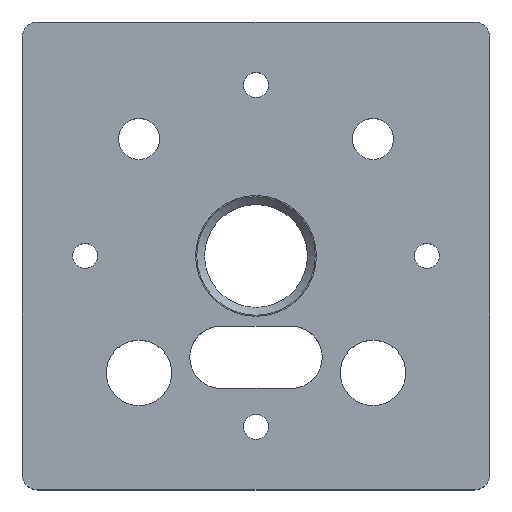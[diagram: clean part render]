
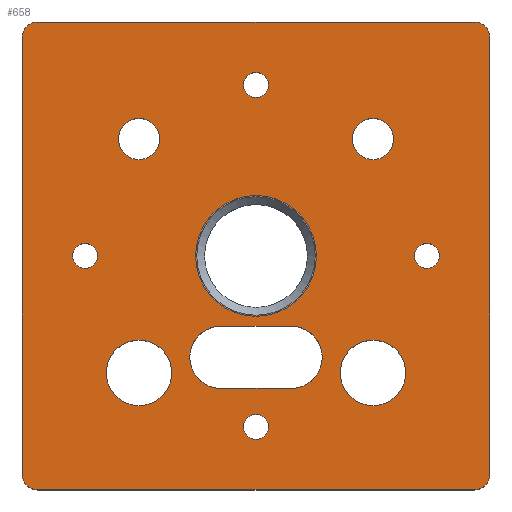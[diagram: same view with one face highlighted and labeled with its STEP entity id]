
A CAD part, top view. The second image highlights one B-rep face of the part: STEP entity #658.
In plain terms, the highlighted planar face has unit normal (0, 0, 1).
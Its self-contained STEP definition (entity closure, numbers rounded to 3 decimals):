
#17=FACE_BOUND('',#100,.T.);
#18=FACE_BOUND('',#101,.T.);
#19=FACE_BOUND('',#102,.T.);
#20=FACE_BOUND('',#103,.T.);
#21=FACE_BOUND('',#104,.T.);
#22=FACE_BOUND('',#105,.T.);
#23=FACE_BOUND('',#106,.T.);
#24=FACE_BOUND('',#107,.T.);
#25=FACE_BOUND('',#108,.T.);
#26=FACE_BOUND('',#109,.T.);
#42=PLANE('',#715);
#60=FACE_OUTER_BOUND('',#99,.T.);
#99=EDGE_LOOP('',(#460,#461,#462,#463,#464,#465,#466,#467));
#100=EDGE_LOOP('',(#468));
#101=EDGE_LOOP('',(#469));
#102=EDGE_LOOP('',(#470));
#103=EDGE_LOOP('',(#471));
#104=EDGE_LOOP('',(#472));
#105=EDGE_LOOP('',(#473));
#106=EDGE_LOOP('',(#474));
#107=EDGE_LOOP('',(#475));
#108=EDGE_LOOP('',(#476));
#109=EDGE_LOOP('',(#477,#478,#479,#480));
#161=LINE('',#1026,#208);
#162=LINE('',#1030,#209);
#163=LINE('',#1034,#210);
#164=LINE('',#1037,#211);
#165=LINE('',#1058,#212);
#166=LINE('',#1062,#213);
#208=VECTOR('',#813,10.);
#209=VECTOR('',#816,10.);
#210=VECTOR('',#819,10.);
#211=VECTOR('',#822,10.);
#212=VECTOR('',#841,10.);
#213=VECTOR('',#844,10.);
#256=CIRCLE('',#714,2.);
#257=CIRCLE('',#716,2.);
#258=CIRCLE('',#717,2.);
#259=CIRCLE('',#718,2.);
#260=CIRCLE('',#719,1.6);
#261=CIRCLE('',#720,1.6);
#262=CIRCLE('',#721,1.6);
#263=CIRCLE('',#722,1.6);
#264=CIRCLE('',#723,4.2);
#265=CIRCLE('',#724,4.2);
#266=CIRCLE('',#725,2.65);
#267=CIRCLE('',#726,2.65);
#268=CIRCLE('',#727,7.75);
#269=CIRCLE('',#728,4.);
#270=CIRCLE('',#729,4.);
#302=VERTEX_POINT('',#1019);
#303=VERTEX_POINT('',#1021);
#304=VERTEX_POINT('',#1025);
#305=VERTEX_POINT('',#1027);
#306=VERTEX_POINT('',#1029);
#307=VERTEX_POINT('',#1031);
#308=VERTEX_POINT('',#1033);
#309=VERTEX_POINT('',#1035);
#310=VERTEX_POINT('',#1038);
#311=VERTEX_POINT('',#1040);
#312=VERTEX_POINT('',#1042);
#313=VERTEX_POINT('',#1044);
#314=VERTEX_POINT('',#1046);
#315=VERTEX_POINT('',#1048);
#316=VERTEX_POINT('',#1050);
#317=VERTEX_POINT('',#1052);
#318=VERTEX_POINT('',#1054);
#319=VERTEX_POINT('',#1056);
#320=VERTEX_POINT('',#1057);
#321=VERTEX_POINT('',#1059);
#322=VERTEX_POINT('',#1061);
#364=EDGE_CURVE('',#302,#303,#256,.T.);
#366=EDGE_CURVE('',#304,#302,#161,.T.);
#367=EDGE_CURVE('',#305,#304,#257,.T.);
#368=EDGE_CURVE('',#306,#305,#162,.T.);
#369=EDGE_CURVE('',#307,#306,#258,.T.);
#370=EDGE_CURVE('',#308,#307,#163,.T.);
#371=EDGE_CURVE('',#309,#308,#259,.T.);
#372=EDGE_CURVE('',#303,#309,#164,.T.);
#373=EDGE_CURVE('',#310,#310,#260,.T.);
#374=EDGE_CURVE('',#311,#311,#261,.T.);
#375=EDGE_CURVE('',#312,#312,#262,.T.);
#376=EDGE_CURVE('',#313,#313,#263,.T.);
#377=EDGE_CURVE('',#314,#314,#264,.T.);
#378=EDGE_CURVE('',#315,#315,#265,.T.);
#379=EDGE_CURVE('',#316,#316,#266,.T.);
#380=EDGE_CURVE('',#317,#317,#267,.T.);
#381=EDGE_CURVE('',#318,#318,#268,.T.);
#382=EDGE_CURVE('',#319,#320,#165,.T.);
#383=EDGE_CURVE('',#320,#321,#269,.T.);
#384=EDGE_CURVE('',#321,#322,#166,.T.);
#385=EDGE_CURVE('',#322,#319,#270,.T.);
#460=ORIENTED_EDGE('',*,*,#364,.F.);
#461=ORIENTED_EDGE('',*,*,#366,.F.);
#462=ORIENTED_EDGE('',*,*,#367,.F.);
#463=ORIENTED_EDGE('',*,*,#368,.F.);
#464=ORIENTED_EDGE('',*,*,#369,.F.);
#465=ORIENTED_EDGE('',*,*,#370,.F.);
#466=ORIENTED_EDGE('',*,*,#371,.F.);
#467=ORIENTED_EDGE('',*,*,#372,.F.);
#468=ORIENTED_EDGE('',*,*,#373,.T.);
#469=ORIENTED_EDGE('',*,*,#374,.T.);
#470=ORIENTED_EDGE('',*,*,#375,.T.);
#471=ORIENTED_EDGE('',*,*,#376,.T.);
#472=ORIENTED_EDGE('',*,*,#377,.T.);
#473=ORIENTED_EDGE('',*,*,#378,.T.);
#474=ORIENTED_EDGE('',*,*,#379,.T.);
#475=ORIENTED_EDGE('',*,*,#380,.T.);
#476=ORIENTED_EDGE('',*,*,#381,.T.);
#477=ORIENTED_EDGE('',*,*,#382,.T.);
#478=ORIENTED_EDGE('',*,*,#383,.T.);
#479=ORIENTED_EDGE('',*,*,#384,.T.);
#480=ORIENTED_EDGE('',*,*,#385,.T.);
#658=ADVANCED_FACE('',(#60,#17,#18,#19,#20,#21,#22,#23,#24,#25,#26),#42,
 .T.);
#714=AXIS2_PLACEMENT_3D('',#1022,#808,#809);
#715=AXIS2_PLACEMENT_3D('',#1024,#811,#812);
#716=AXIS2_PLACEMENT_3D('',#1028,#814,#815);
#717=AXIS2_PLACEMENT_3D('',#1032,#817,#818);
#718=AXIS2_PLACEMENT_3D('',#1036,#820,#821);
#719=AXIS2_PLACEMENT_3D('',#1039,#823,#824);
#720=AXIS2_PLACEMENT_3D('',#1041,#825,#826);
#721=AXIS2_PLACEMENT_3D('',#1043,#827,#828);
#722=AXIS2_PLACEMENT_3D('',#1045,#829,#830);
#723=AXIS2_PLACEMENT_3D('',#1047,#831,#832);
#724=AXIS2_PLACEMENT_3D('',#1049,#833,#834);
#725=AXIS2_PLACEMENT_3D('',#1051,#835,#836);
#726=AXIS2_PLACEMENT_3D('',#1053,#837,#838);
#727=AXIS2_PLACEMENT_3D('',#1055,#839,#840);
#728=AXIS2_PLACEMENT_3D('',#1060,#842,#843);
#729=AXIS2_PLACEMENT_3D('',#1063,#845,#846);
#808=DIRECTION('center_axis',(0.,0.,-1.));
#809=DIRECTION('ref_axis',(0.707,0.707,0.));
#811=DIRECTION('center_axis',(0.,0.,1.));
#812=DIRECTION('ref_axis',(1.,0.,0.));
#813=DIRECTION('',(1.,0.,0.));
#814=DIRECTION('center_axis',(0.,0.,-1.));
#815=DIRECTION('ref_axis',(-0.707,0.707,0.));
#816=DIRECTION('',(0.,1.,0.));
#817=DIRECTION('center_axis',(0.,0.,-1.));
#818=DIRECTION('ref_axis',(-0.707,-0.707,0.));
#819=DIRECTION('',(-1.,0.,0.));
#820=DIRECTION('center_axis',(0.,0.,-1.));
#821=DIRECTION('ref_axis',(0.707,-0.707,0.));
#822=DIRECTION('',(0.,-1.,0.));
#823=DIRECTION('center_axis',(0.,0.,-1.));
#824=DIRECTION('ref_axis',(-1.,0.,0.));
#825=DIRECTION('center_axis',(0.,0.,-1.));
#826=DIRECTION('ref_axis',(-1.,0.,0.));
#827=DIRECTION('center_axis',(0.,0.,-1.));
#828=DIRECTION('ref_axis',(-1.,0.,0.));
#829=DIRECTION('center_axis',(0.,0.,-1.));
#830=DIRECTION('ref_axis',(-1.,0.,0.));
#831=DIRECTION('center_axis',(0.,0.,-1.));
#832=DIRECTION('ref_axis',(1.,0.,0.));
#833=DIRECTION('center_axis',(0.,0.,-1.));
#834=DIRECTION('ref_axis',(1.,0.,0.));
#835=DIRECTION('center_axis',(0.,0.,-1.));
#836=DIRECTION('ref_axis',(1.,0.,0.));
#837=DIRECTION('center_axis',(0.,0.,-1.));
#838=DIRECTION('ref_axis',(1.,0.,0.));
#839=DIRECTION('center_axis',(0.,0.,-1.));
#840=DIRECTION('ref_axis',(1.,0.,0.));
#841=DIRECTION('',(-1.,0.,0.));
#842=DIRECTION('center_axis',(0.,0.,-1.));
#843=DIRECTION('ref_axis',(0.,1.,0.));
#844=DIRECTION('',(1.,0.,0.));
#845=DIRECTION('center_axis',(0.,0.,-1.));
#846=DIRECTION('ref_axis',(0.,-1.,0.));
#1019=CARTESIAN_POINT('',(28.,30.,0.));
#1021=CARTESIAN_POINT('',(30.,28.,0.));
#1022=CARTESIAN_POINT('Origin',(28.,28.,0.));
#1024=CARTESIAN_POINT('Origin',(0.,0.,0.));
#1025=CARTESIAN_POINT('',(-28.,30.,0.));
#1026=CARTESIAN_POINT('',(-30.,30.,0.));
#1027=CARTESIAN_POINT('',(-30.,28.,0.));
#1028=CARTESIAN_POINT('Origin',(-28.,28.,0.));
#1029=CARTESIAN_POINT('',(-30.,-28.,0.));
#1030=CARTESIAN_POINT('',(-30.,-30.,0.));
#1031=CARTESIAN_POINT('',(-28.,-30.,0.));
#1032=CARTESIAN_POINT('Origin',(-28.,-28.,0.));
#1033=CARTESIAN_POINT('',(28.,-30.,0.));
#1034=CARTESIAN_POINT('',(30.,-30.,0.));
#1035=CARTESIAN_POINT('',(30.,-28.,0.));
#1036=CARTESIAN_POINT('Origin',(28.,-28.,0.));
#1037=CARTESIAN_POINT('',(30.,30.,0.));
#1038=CARTESIAN_POINT('',(1.6,-21.92,0.));
#1039=CARTESIAN_POINT('Origin',(0.,-21.92,
0.));
#1040=CARTESIAN_POINT('',(-20.32,0.,0.));
#1041=CARTESIAN_POINT('Origin',(-21.92,0.,
0.));
#1042=CARTESIAN_POINT('',(1.6,21.92,0.));
#1043=CARTESIAN_POINT('Origin',(0.,21.92,0.));
#1044=CARTESIAN_POINT('',(23.52,0.,0.));
#1045=CARTESIAN_POINT('Origin',(21.92,0.,0.));
#1046=CARTESIAN_POINT('',(-19.2,-15.,0.));
#1047=CARTESIAN_POINT('Origin',(-15.,-15.,0.));
#1048=CARTESIAN_POINT('',(10.8,-15.,0.));
#1049=CARTESIAN_POINT('Origin',(15.,-15.,0.));
#1050=CARTESIAN_POINT('',(-17.65,15.,0.));
#1051=CARTESIAN_POINT('Origin',(-15.,15.,0.));
#1052=CARTESIAN_POINT('',(12.35,15.,0.));
#1053=CARTESIAN_POINT('Origin',(15.,15.,0.));
#1054=CARTESIAN_POINT('',(-7.75,0.,0.));
#1055=CARTESIAN_POINT('Origin',(0.,0.,0.));
#1056=CARTESIAN_POINT('',(4.5,-17.,0.));
#1057=CARTESIAN_POINT('',(-4.5,-17.,0.));
#1058=CARTESIAN_POINT('',(2.25,-17.,0.));
#1059=CARTESIAN_POINT('',(-4.5,-9.,0.));
#1060=CARTESIAN_POINT('Origin',(-4.5,-13.,0.));
#1061=CARTESIAN_POINT('',(4.5,-9.,0.));
#1062=CARTESIAN_POINT('',(-2.25,-9.,0.));
#1063=CARTESIAN_POINT('Origin',(4.5,-13.,0.));
